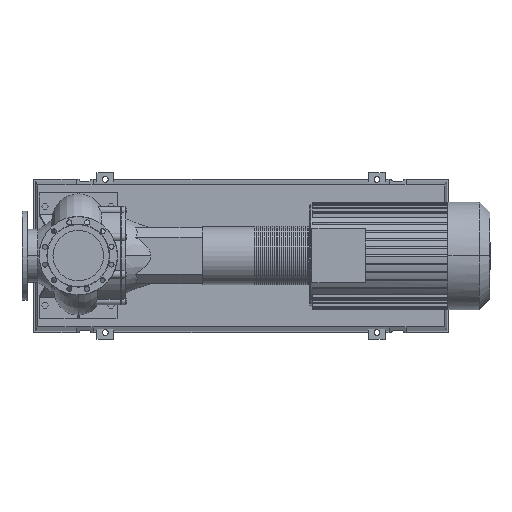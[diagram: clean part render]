
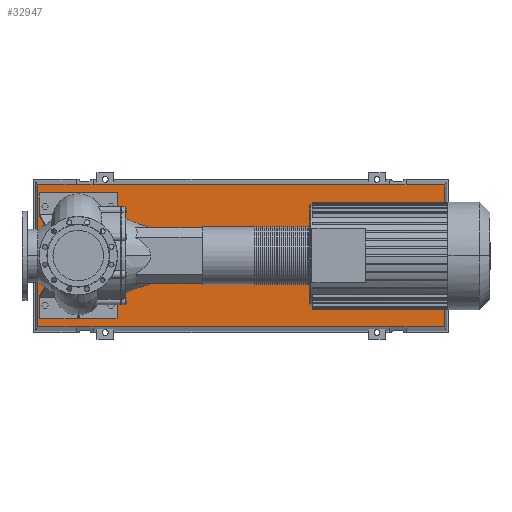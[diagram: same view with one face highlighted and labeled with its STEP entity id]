
A CAD part, top view. The second image highlights one B-rep face of the part: STEP entity #32947.
In plain terms, the highlighted free-form (B-spline) face has degree [1, 1] with [2, 2] control points.
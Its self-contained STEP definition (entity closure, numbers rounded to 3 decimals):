
#30348=CARTESIAN_POINT('',(1603.5,366.0,123.0));
#30349=VERTEX_POINT('',#30348);
#30356=CARTESIAN_POINT('',(1690.5,366.0,123.0));
#30357=VERTEX_POINT('',#30356);
#30358=CARTESIAN_POINT('',(1603.5,366.0,123.0));
#30359=DIRECTION('',(1.0,0.0,0.0));
#30360=VECTOR('',#30359,87.0);
#30361=LINE('',#30358,#30360);
#30362=EDGE_CURVE('',#30349,#30357,#30361,.T.);
#30814=CARTESIAN_POINT('',(76.5,366.0,123.0));
#30815=VERTEX_POINT('',#30814);
#30822=CARTESIAN_POINT('',(76.5,366.0,123.0));
#30823=DIRECTION('',(1.0,0.0,0.0));
#30824=VECTOR('',#30823,1527.0);
#30825=LINE('',#30822,#30824);
#30826=EDGE_CURVE('',#30815,#30349,#30825,.T.);
#31174=CARTESIAN_POINT('',(-10.5,366.0,123.0));
#31175=VERTEX_POINT('',#31174);
#31182=CARTESIAN_POINT('',(-10.5,366.0,123.0));
#31183=DIRECTION('',(1.0,0.0,0.0));
#31184=VECTOR('',#31183,87.);
#31185=LINE('',#31182,#31184);
#31186=EDGE_CURVE('',#31175,#30815,#31185,.T.);
#31245=CARTESIAN_POINT('',(1890.0,366.0,123.0));
#31246=VERTEX_POINT('',#31245);
#31247=CARTESIAN_POINT('',(1690.5,366.0,123.0));
#31248=DIRECTION('',(1.0,0.0,0.0));
#31249=VECTOR('',#31248,199.5);
#31250=LINE('',#31247,#31249);
#31251=EDGE_CURVE('',#30357,#31246,#31250,.T.);
#31277=CARTESIAN_POINT('',(-210.,366.0,123.0));
#31278=VERTEX_POINT('',#31277);
#31285=CARTESIAN_POINT('',(-210.,366.0,123.0));
#31286=DIRECTION('',(1.0,0.0,0.0));
#31287=VECTOR('',#31286,199.5);
#31288=LINE('',#31285,#31287);
#31289=EDGE_CURVE('',#31278,#31175,#31288,.T.);
#31522=CARTESIAN_POINT('',(1690.5,-366.0,123.0));
#31523=VERTEX_POINT('',#31522);
#31530=CARTESIAN_POINT('',(1603.5,-366.0,123.0));
#31531=VERTEX_POINT('',#31530);
#31532=CARTESIAN_POINT('',(1603.5,-366.0,123.0));
#31533=DIRECTION('',(1.0,0.0,0.0));
#31534=VECTOR('',#31533,87.0);
#31535=LINE('',#31532,#31534);
#31536=EDGE_CURVE('',#31531,#31523,#31535,.T.);
#31756=CARTESIAN_POINT('',(1890.0,-366.0,123.0));
#31757=VERTEX_POINT('',#31756);
#31764=CARTESIAN_POINT('',(1690.5,-366.0,123.0));
#31765=DIRECTION('',(1.0,0.0,0.0));
#31766=VECTOR('',#31765,199.5);
#31767=LINE('',#31764,#31766);
#31768=EDGE_CURVE('',#31523,#31757,#31767,.T.);
#31885=CARTESIAN_POINT('',(76.5,-366.0,123.0));
#31886=VERTEX_POINT('',#31885);
#31893=CARTESIAN_POINT('',(-10.5,-366.0,123.0));
#31894=VERTEX_POINT('',#31893);
#31895=CARTESIAN_POINT('',(-10.5,-366.0,123.0));
#31896=DIRECTION('',(1.0,0.0,0.0));
#31897=VECTOR('',#31896,87.);
#31898=LINE('',#31895,#31897);
#31899=EDGE_CURVE('',#31894,#31886,#31898,.T.);
#32010=CARTESIAN_POINT('',(-210.,-366.0,123.0));
#32011=VERTEX_POINT('',#32010);
#32012=CARTESIAN_POINT('',(-210.,-366.0,123.0));
#32013=DIRECTION('',(1.0,0.0,0.0));
#32014=VECTOR('',#32013,199.5);
#32015=LINE('',#32012,#32014);
#32016=EDGE_CURVE('',#32011,#31894,#32015,.T.);
#32034=CARTESIAN_POINT('',(76.5,-366.0,123.0));
#32035=DIRECTION('',(1.0,0.0,0.0));
#32036=VECTOR('',#32035,1527.0);
#32037=LINE('',#32034,#32036);
#32038=EDGE_CURVE('',#31886,#31531,#32037,.T.);
#32918=CARTESIAN_POINT('',(-210.0,-366.0,123.));
#32919=CARTESIAN_POINT('',(1890.0,-366.0,123.));
#32920=CARTESIAN_POINT('',(-210.0,366.0,123.));
#32921=CARTESIAN_POINT('',(1890.0,366.0,123.));
#32922=B_SPLINE_SURFACE_WITH_KNOTS('',1,1,((#32918,#32920),(#32919,#32921)),.UNSPECIFIED.,.F.,.F.,.U.,(2,2),(2,2),(0.0,2100.0),(0.0,732.0),.UNSPECIFIED.);
#32923=CARTESIAN_POINT('',(1890.0,366.0,123.0));
#32924=DIRECTION('',(0.0,-1.0,0.0));
#32925=VECTOR('',#32924,732.0);
#32926=LINE('',#32923,#32925);
#32927=EDGE_CURVE('',#31246,#31757,#32926,.T.);
#32928=ORIENTED_EDGE('',*,*,#32927,.F.);
#32929=ORIENTED_EDGE('',*,*,#31251,.F.);
#32930=ORIENTED_EDGE('',*,*,#30362,.F.);
#32931=ORIENTED_EDGE('',*,*,#30826,.F.);
#32932=ORIENTED_EDGE('',*,*,#31186,.F.);
#32933=ORIENTED_EDGE('',*,*,#31289,.F.);
#32934=CARTESIAN_POINT('',(-210.,366.0,123.0));
#32935=DIRECTION('',(0.0,-1.0,0.0));
#32936=VECTOR('',#32935,732.0);
#32937=LINE('',#32934,#32936);
#32938=EDGE_CURVE('',#31278,#32011,#32937,.T.);
#32939=ORIENTED_EDGE('',*,*,#32938,.T.);
#32940=ORIENTED_EDGE('',*,*,#32016,.T.);
#32941=ORIENTED_EDGE('',*,*,#31899,.T.);
#32942=ORIENTED_EDGE('',*,*,#32038,.T.);
#32943=ORIENTED_EDGE('',*,*,#31536,.T.);
#32944=ORIENTED_EDGE('',*,*,#31768,.T.);
#32945=EDGE_LOOP('',(#32928,#32929,#32930,#32931,#32932,#32933,#32939,#32940,#32941,#32942,#32943,#32944));
#32946=FACE_OUTER_BOUND('',#32945,.T.);
#32947=ADVANCED_FACE('',(#32946),#32922,.T.);
